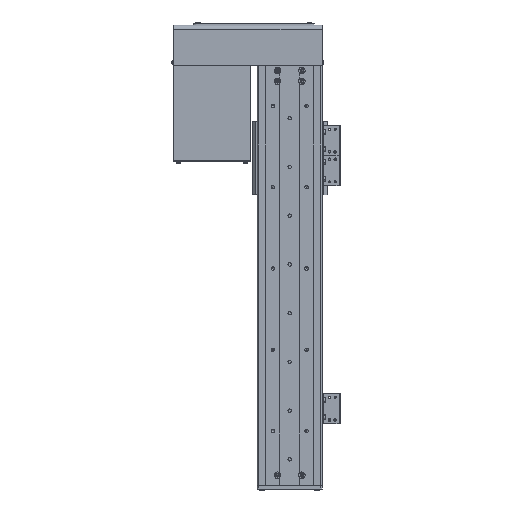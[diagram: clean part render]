
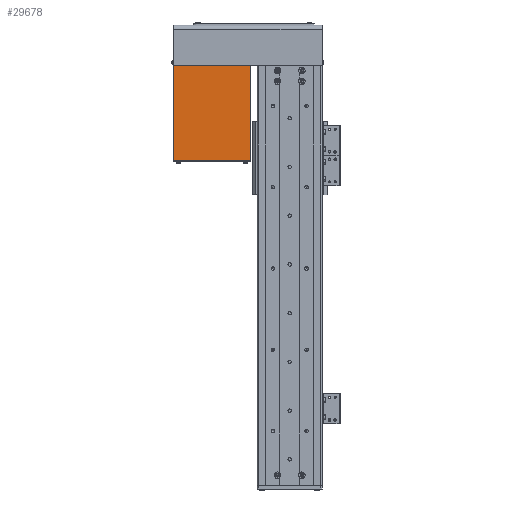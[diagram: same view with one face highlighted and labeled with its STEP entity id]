
A CAD part, front view. The second image highlights one B-rep face of the part: STEP entity #29678.
In plain terms, the highlighted face is planar.
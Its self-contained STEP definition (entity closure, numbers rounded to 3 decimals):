
#248 = ORIENTED_EDGE ( 'NONE', *, *, #16847, .T. ) ;
#3094 = DIRECTION ( 'NONE',  ( 0., -1., 0. ) ) ;
#3670 = DIRECTION ( 'NONE',  ( -1., 0., 0. ) ) ;
#7834 = CARTESIAN_POINT ( 'NONE',  ( -47., 33.5, -58.5 ) ) ;
#11598 = VERTEX_POINT ( 'NONE', #39013 ) ;
#12184 = LINE ( 'NONE', #13556, #21428 ) ;
#13556 = CARTESIAN_POINT ( 'NONE',  ( 47.5, 33.5, 58.5 ) ) ;
#13923 = VECTOR ( 'NONE', #15831, 1000. ) ;
#15831 = DIRECTION ( 'NONE',  ( 0., 0., -1. ) ) ;
#16847 = EDGE_CURVE ( 'NONE', #33843, #28368, #25976, .T. ) ;
#19127 = ORIENTED_EDGE ( 'NONE', *, *, #34441, .F. ) ;
#21090 = CARTESIAN_POINT ( 'NONE',  ( 47.5, 33.5, 58.5 ) ) ;
#21428 = VECTOR ( 'NONE', #54049, 1000. ) ;
#21783 = LINE ( 'NONE', #57564, #32336 ) ;
#23457 = ORIENTED_EDGE ( 'NONE', *, *, #39514, .T. ) ;
#24054 = CARTESIAN_POINT ( 'NONE',  ( -47., 33.5, 58.5 ) ) ;
#25082 = EDGE_LOOP ( 'NONE', ( #23457, #44340, #19127, #248 ) ) ;
#25976 = LINE ( 'NONE', #29241, #13923 ) ;
#26718 = CARTESIAN_POINT ( 'NONE',  ( 47., 33.5, -58.5 ) ) ;
#27123 = VECTOR ( 'NONE', #37639, 1000. ) ;
#28368 = VERTEX_POINT ( 'NONE', #26718 ) ;
#28606 = CARTESIAN_POINT ( 'NONE',  ( 47., 33.5, 58.5 ) ) ;
#29241 = CARTESIAN_POINT ( 'NONE',  ( 47., 33.5, 58.5 ) ) ;
#29678 = ADVANCED_FACE ( 'NONE', ( #45576 ), #30125, .F. ) ;
#30125 = PLANE ( 'NONE',  #36197 ) ;
#32336 = VECTOR ( 'NONE', #3670, 1000. ) ;
#33843 = VERTEX_POINT ( 'NONE', #28606 ) ;
#34260 = VERTEX_POINT ( 'NONE', #7834 ) ;
#34441 = EDGE_CURVE ( 'NONE', #33843, #11598, #12184, .T. ) ;
#34655 = DIRECTION ( 'NONE',  ( 1., 0., 0. ) ) ;
#36197 = AXIS2_PLACEMENT_3D ( 'NONE', #21090, #3094, #34655 ) ;
#36345 = EDGE_CURVE ( 'NONE', #34260, #11598, #52376, .T. ) ;
#37639 = DIRECTION ( 'NONE',  ( 0., 0., 1. ) ) ;
#39013 = CARTESIAN_POINT ( 'NONE',  ( -47., 33.5, 58.5 ) ) ;
#39514 = EDGE_CURVE ( 'NONE', #28368, #34260, #21783, .T. ) ;
#44340 = ORIENTED_EDGE ( 'NONE', *, *, #36345, .T. ) ;
#45576 = FACE_OUTER_BOUND ( 'NONE', #25082, .T. ) ;
#52376 = LINE ( 'NONE', #24054, #27123 ) ;
#54049 = DIRECTION ( 'NONE',  ( -1., 0., 0. ) ) ;
#57564 = CARTESIAN_POINT ( 'NONE',  ( 47.5, 33.5, -58.5 ) ) ;
